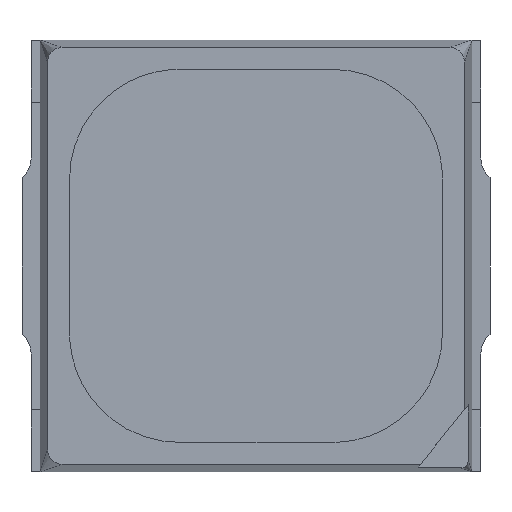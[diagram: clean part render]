
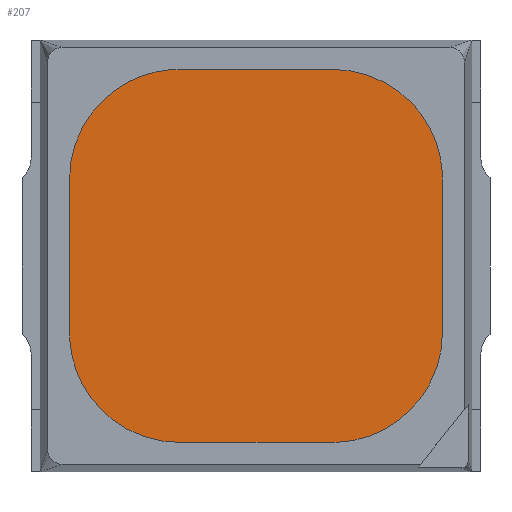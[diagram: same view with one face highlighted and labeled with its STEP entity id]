
A CAD part, top view. The second image highlights one B-rep face of the part: STEP entity #207.
In plain terms, the highlighted planar face has unit normal (0, 0, 1).
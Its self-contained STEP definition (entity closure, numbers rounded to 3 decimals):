
#207=ADVANCED_FACE('',(#385),#2943,.T.);
#385=FACE_OUTER_BOUND('',#565,.T.);
#565=EDGE_LOOP('',(#867,#868,#869,#870,#871,#872,#873,#874,#875));
#867=ORIENTED_EDGE('',*,*,#1718,.F.);
#868=ORIENTED_EDGE('',*,*,#1721,.F.);
#869=ORIENTED_EDGE('',*,*,#1724,.F.);
#870=ORIENTED_EDGE('',*,*,#1727,.F.);
#871=ORIENTED_EDGE('',*,*,#1730,.F.);
#872=ORIENTED_EDGE('',*,*,#1733,.F.);
#873=ORIENTED_EDGE('',*,*,#1736,.F.);
#874=ORIENTED_EDGE('',*,*,#1737,.F.);
#875=ORIENTED_EDGE('',*,*,#1715,.F.);
#1715=EDGE_CURVE('',#2641,#2639,#2163,.T.);
#1718=EDGE_CURVE('',#2643,#2641,#2221,.T.);
#1721=EDGE_CURVE('',#2645,#2643,#2164,.T.);
#1724=EDGE_CURVE('',#2647,#2645,#2226,.T.);
#1727=EDGE_CURVE('',#2649,#2647,#2165,.T.);
#1730=EDGE_CURVE('',#2651,#2649,#2231,.T.);
#1733=EDGE_CURVE('',#2653,#2651,#2166,.T.);
#1736=EDGE_CURVE('',#2655,#2653,#2236,.T.);
#1737=EDGE_CURVE('',#2639,#2655,#2167,.T.);
#2163=B_SPLINE_CURVE_WITH_KNOTS('',1,(#3799,#3800),.UNSPECIFIED.,.F.,.F.,
(2,2),(-2.228,-1.703),.UNSPECIFIED.);
#2164=B_SPLINE_CURVE_WITH_KNOTS('',1,(#3814,#3815),.UNSPECIFIED.,.F.,.F.,
(2,2),(-4.456,-3.406),.UNSPECIFIED.);
#2165=B_SPLINE_CURVE_WITH_KNOTS('',1,(#3829,#3830),.UNSPECIFIED.,.F.,.F.,
(2,2),(-6.684,-5.634),.UNSPECIFIED.);
#2166=B_SPLINE_CURVE_WITH_KNOTS('',1,(#3844,#3845),.UNSPECIFIED.,.F.,.F.,
(2,2),(-8.912,-7.862),.UNSPECIFIED.);
#2167=B_SPLINE_CURVE_WITH_KNOTS('',1,(#3854,#3855),.UNSPECIFIED.,.F.,.F.,
(2,2),(-1.703,-1.178),.UNSPECIFIED.);
#2221=(
BOUNDED_CURVE()
B_SPLINE_CURVE(2,(#3806,#3807,#3808),.UNSPECIFIED.,.F.,.F.)
B_SPLINE_CURVE_WITH_KNOTS((3,3),(-3.406,-2.228),
 .UNSPECIFIED.)
CURVE()
GEOMETRIC_REPRESENTATION_ITEM()
RATIONAL_B_SPLINE_CURVE((1.,0.707,1.))
REPRESENTATION_ITEM('')
);
#2226=(
BOUNDED_CURVE()
B_SPLINE_CURVE(2,(#3821,#3822,#3823),.UNSPECIFIED.,.F.,.F.)
B_SPLINE_CURVE_WITH_KNOTS((3,3),(-5.634,-4.456),
 .UNSPECIFIED.)
CURVE()
GEOMETRIC_REPRESENTATION_ITEM()
RATIONAL_B_SPLINE_CURVE((1.,0.707,1.))
REPRESENTATION_ITEM('')
);
#2231=(
BOUNDED_CURVE()
B_SPLINE_CURVE(2,(#3836,#3837,#3838),.UNSPECIFIED.,.F.,.F.)
B_SPLINE_CURVE_WITH_KNOTS((3,3),(-7.862,-6.684),
 .UNSPECIFIED.)
CURVE()
GEOMETRIC_REPRESENTATION_ITEM()
RATIONAL_B_SPLINE_CURVE((1.,0.707,1.))
REPRESENTATION_ITEM('')
);
#2236=(
BOUNDED_CURVE()
B_SPLINE_CURVE(2,(#3851,#3852,#3853),.UNSPECIFIED.,.F.,.F.)
B_SPLINE_CURVE_WITH_KNOTS((3,3),(-10.09,-8.912),
 .UNSPECIFIED.)
CURVE()
GEOMETRIC_REPRESENTATION_ITEM()
RATIONAL_B_SPLINE_CURVE((1.,0.707,1.))
REPRESENTATION_ITEM('')
);
#2639=VERTEX_POINT('',#3778);
#2641=VERTEX_POINT('',#3780);
#2643=VERTEX_POINT('',#3782);
#2645=VERTEX_POINT('',#3784);
#2647=VERTEX_POINT('',#3786);
#2649=VERTEX_POINT('',#3788);
#2651=VERTEX_POINT('',#3790);
#2653=VERTEX_POINT('',#3792);
#2655=VERTEX_POINT('',#3794);
#2943=PLANE('',#3047);
#3047=AXIS2_PLACEMENT_3D('',#3776,#3214,$);
#3214=DIRECTION('',(0.,0.,1.));
#3776=CARTESIAN_POINT('',(-1.301,1.301,0.65));
#3778=CARTESIAN_POINT('',(0.,-1.275,0.65));
#3780=CARTESIAN_POINT('',(0.525,-1.275,0.65));
#3782=CARTESIAN_POINT('',(1.275,-0.525,0.65));
#3784=CARTESIAN_POINT('',(1.275,0.525,0.65));
#3786=CARTESIAN_POINT('',(0.525,1.275,0.65));
#3788=CARTESIAN_POINT('',(-0.525,1.275,0.65));
#3790=CARTESIAN_POINT('',(-1.275,0.525,0.65));
#3792=CARTESIAN_POINT('',(-1.275,-0.525,0.65));
#3794=CARTESIAN_POINT('',(-0.525,-1.275,0.65));
#3799=CARTESIAN_POINT('',(0.525,-1.275,0.65));
#3800=CARTESIAN_POINT('',(0.,-1.275,0.65));
#3806=CARTESIAN_POINT('',(1.275,-0.525,0.65));
#3807=CARTESIAN_POINT('',(1.275,-1.275,0.65));
#3808=CARTESIAN_POINT('',(0.525,-1.275,0.65));
#3814=CARTESIAN_POINT('',(1.275,0.525,0.65));
#3815=CARTESIAN_POINT('',(1.275,-0.525,0.65));
#3821=CARTESIAN_POINT('',(0.525,1.275,0.65));
#3822=CARTESIAN_POINT('',(1.275,1.275,0.65));
#3823=CARTESIAN_POINT('',(1.275,0.525,0.65));
#3829=CARTESIAN_POINT('',(-0.525,1.275,0.65));
#3830=CARTESIAN_POINT('',(0.525,1.275,0.65));
#3836=CARTESIAN_POINT('',(-1.275,0.525,0.65));
#3837=CARTESIAN_POINT('',(-1.275,1.275,0.65));
#3838=CARTESIAN_POINT('',(-0.525,1.275,0.65));
#3844=CARTESIAN_POINT('',(-1.275,-0.525,0.65));
#3845=CARTESIAN_POINT('',(-1.275,0.525,0.65));
#3851=CARTESIAN_POINT('',(-0.525,-1.275,0.65));
#3852=CARTESIAN_POINT('',(-1.275,-1.275,0.65));
#3853=CARTESIAN_POINT('',(-1.275,-0.525,0.65));
#3854=CARTESIAN_POINT('',(0.,-1.275,0.65));
#3855=CARTESIAN_POINT('',(-0.525,-1.275,0.65));
